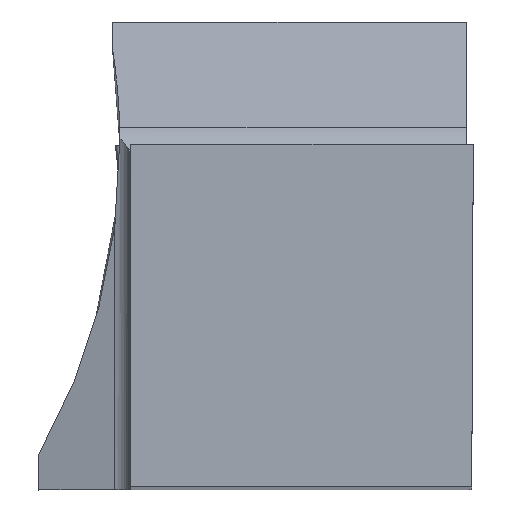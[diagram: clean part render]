
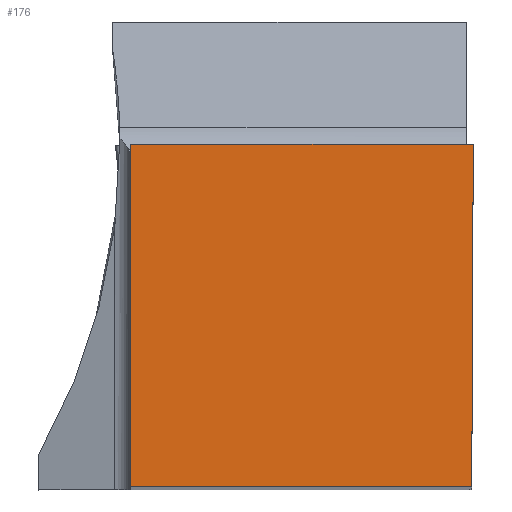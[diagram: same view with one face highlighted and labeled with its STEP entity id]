
A CAD part, top view. The second image highlights one B-rep face of the part: STEP entity #176.
In plain terms, the highlighted planar face has unit normal (0, 0, 1).
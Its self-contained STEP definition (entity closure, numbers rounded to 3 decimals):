
#121=PLANE('',#1495);
#176=ADVANCED_FACE('CU_BACK_SU1',(#254),#121,.F.);
#254=FACE_OUTER_BOUND('',#321,.T.);
#321=EDGE_LOOP('',(#793,#794,#795,#796));
#420=LINE('',#2149,#552);
#423=LINE('',#2155,#555);
#446=LINE('',#2217,#578);
#447=LINE('',#2219,#579);
#552=VECTOR('',#1656,1.);
#555=VECTOR('',#1661,1.);
#578=VECTOR('',#1708,1.);
#579=VECTOR('',#1709,1.);
#793=ORIENTED_EDGE('',*,*,#1268,.T.);
#794=ORIENTED_EDGE('',*,*,#1239,.T.);
#795=ORIENTED_EDGE('',*,*,#1242,.T.);
#796=ORIENTED_EDGE('',*,*,#1269,.F.);
#1100=VERTEX_POINT('',#2142);
#1103=VERTEX_POINT('',#2148);
#1105=VERTEX_POINT('',#2154);
#1120=VERTEX_POINT('',#2218);
#1239=EDGE_CURVE('',#1100,#1103,#420,.T.);
#1242=EDGE_CURVE('',#1103,#1105,#423,.T.);
#1268=EDGE_CURVE('',#1120,#1100,#446,.T.);
#1269=EDGE_CURVE('',#1120,#1105,#447,.T.);
#1495=AXIS2_PLACEMENT_3D('',#2220,#1710,#1711);
#1656=DIRECTION('',(0.004,1.,0.));
#1661=DIRECTION('',(-1.,0.,0.));
#1708=DIRECTION('',(1.,0.,0.));
#1709=DIRECTION('',(0.,1.,0.));
#1710=DIRECTION('',(0.,0.,-1.));
#1711=DIRECTION('',(0.,-1.,0.));
#2142=CARTESIAN_POINT('',(-0.11,0.,0.));
#2148=CARTESIAN_POINT('',(0.,25.273,0.));
#2149=CARTESIAN_POINT('',(0.088,45.374,0.));
#2154=CARTESIAN_POINT('',(-25.273,25.273,0.));
#2155=CARTESIAN_POINT('',(23.264,25.273,0.));
#2217=CARTESIAN_POINT('',(23.264,0.,0.));
#2218=CARTESIAN_POINT('',(-25.273,0.,0.));
#2219=CARTESIAN_POINT('',(-25.273,45.273,0.));
#2220=CARTESIAN_POINT('',(23.264,45.273,0.));
